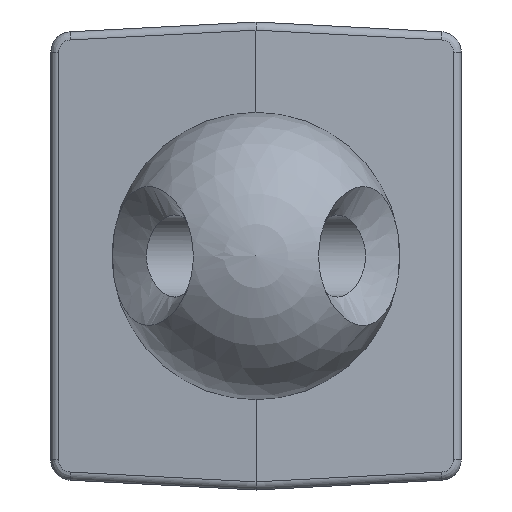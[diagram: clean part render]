
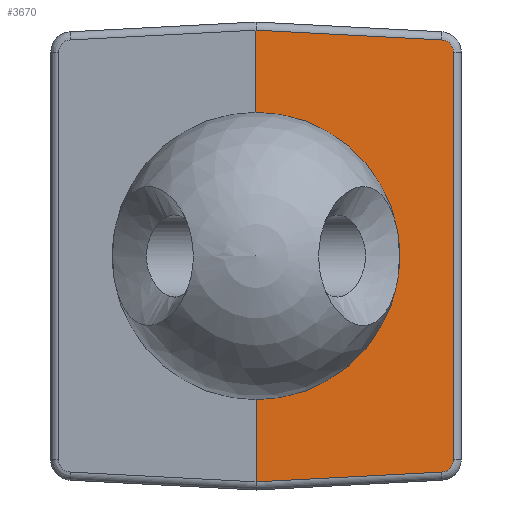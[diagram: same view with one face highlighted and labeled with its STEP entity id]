
A CAD part, left-side view. The second image highlights one B-rep face of the part: STEP entity #3670.
In plain terms, the highlighted planar face has unit normal (-0.999, -0.052, 0).
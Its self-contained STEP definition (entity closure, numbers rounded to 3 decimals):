
#75=ELLIPSE('',#3835,0.3,0.3);
#77=ELLIPSE('',#3840,0.3,0.3);
#84=ELLIPSE('',#3859,2.253,2.25);
#342=FACE_OUTER_BOUND('',#534,.T.);
#534=EDGE_LOOP('',(#3177,#3178,#3179,#3180,#3181,#3182,#3183,#3184));
#922=LINE('',#6236,#1287);
#930=LINE('',#6350,#1295);
#932=LINE('',#6383,#1297);
#933=LINE('',#6386,#1298);
#934=LINE('',#6389,#1299);
#1287=VECTOR('',#4461,10.);
#1295=VECTOR('',#4503,10.);
#1297=VECTOR('',#4513,10.);
#1298=VECTOR('',#4516,10.);
#1299=VECTOR('',#4519,10.);
#1614=VERTEX_POINT('',#6229);
#1617=VERTEX_POINT('',#6234);
#1621=VERTEX_POINT('',#6243);
#1628=VERTEX_POINT('',#6340);
#1630=VERTEX_POINT('',#6346);
#1632=VERTEX_POINT('',#6376);
#1634=VERTEX_POINT('',#6385);
#1635=VERTEX_POINT('',#6387);
#2076=EDGE_CURVE('',#1617,#1614,#922,.T.);
#2094=EDGE_CURVE('',#1614,#1628,#75,.T.);
#2097=EDGE_CURVE('',#1628,#1630,#930,.T.);
#2100=EDGE_CURVE('',#1630,#1632,#77,.T.);
#2102=EDGE_CURVE('',#1632,#1621,#932,.T.);
#2103=EDGE_CURVE('',#1621,#1634,#933,.T.);
#2105=EDGE_CURVE('',#1635,#1617,#934,.T.);
#2134=EDGE_CURVE('',#1634,#1635,#84,.T.);
#3177=ORIENTED_EDGE('',*,*,#2076,.F.);
#3178=ORIENTED_EDGE('',*,*,#2105,.F.);
#3179=ORIENTED_EDGE('',*,*,#2134,.F.);
#3180=ORIENTED_EDGE('',*,*,#2103,.F.);
#3181=ORIENTED_EDGE('',*,*,#2102,.F.);
#3182=ORIENTED_EDGE('',*,*,#2100,.F.);
#3183=ORIENTED_EDGE('',*,*,#2097,.F.);
#3184=ORIENTED_EDGE('',*,*,#2094,.F.);
#3297=PLANE('',#3892);
#3670=ADVANCED_FACE('',(#342),#3297,.T.);
#3835=AXIS2_PLACEMENT_3D('',#6344,#4496,#4497);
#3840=AXIS2_PLACEMENT_3D('',#6380,#4508,#4509);
#3859=AXIS2_PLACEMENT_3D('',#6570,#4571,#4572);
#3892=AXIS2_PLACEMENT_3D('',#7045,#4661,#4662);
#4461=DIRECTION('',(0.052,-0.997,-0.052));
#4496=DIRECTION('center_axis',(0.999,0.052,0.));
#4497=DIRECTION('ref_axis',(0.052,-0.999,0.));
#4503=DIRECTION('',(0.,0.,-1.));
#4508=DIRECTION('center_axis',(0.999,0.052,0.));
#4509=DIRECTION('ref_axis',(0.052,-0.999,0.));
#4513=DIRECTION('',(-0.052,0.997,-0.052));
#4516=DIRECTION('',(0.,0.,1.));
#4519=DIRECTION('',(0.,0.,1.));
#4571=DIRECTION('center_axis',(-0.999,-0.052,0.));
#4572=DIRECTION('ref_axis',(0.052,-0.999,0.));
#4661=DIRECTION('center_axis',(-0.999,-0.052,0.));
#4662=DIRECTION('ref_axis',(0.052,-0.999,0.));
#6229=CARTESIAN_POINT('',(-0.625,-4.526,5.263));
#6234=CARTESIAN_POINT('',(-0.862,0.,5.5));
#6236=CARTESIAN_POINT('',(-0.854,-0.16,5.492));
#6243=CARTESIAN_POINT('',(-0.862,0.,-5.5));
#6340=CARTESIAN_POINT('',(-0.61,-4.81,4.963));
#6344=CARTESIAN_POINT('Origin',(-0.626,-4.51,4.963));
#6346=CARTESIAN_POINT('',(-0.61,-4.81,-4.963));
#6350=CARTESIAN_POINT('',(-0.61,-4.81,0.));
#6376=CARTESIAN_POINT('',(-0.625,-4.526,-5.263));
#6380=CARTESIAN_POINT('Origin',(-0.626,-4.51,-4.963));
#6383=CARTESIAN_POINT('',(-0.854,-0.16,-5.492));
#6385=CARTESIAN_POINT('',(-0.862,0.,-2.25));
#6386=CARTESIAN_POINT('',(-0.862,0.,0.));
#6387=CARTESIAN_POINT('',(-0.862,0.,2.25));
#6389=CARTESIAN_POINT('',(-0.862,0.,0.));
#6570=CARTESIAN_POINT('Origin',(-0.863,0.026,0.));
#7045=CARTESIAN_POINT('Origin',(-0.862,0.,0.));
